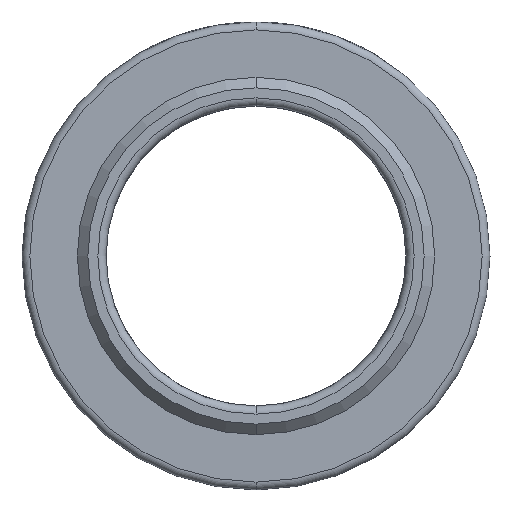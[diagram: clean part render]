
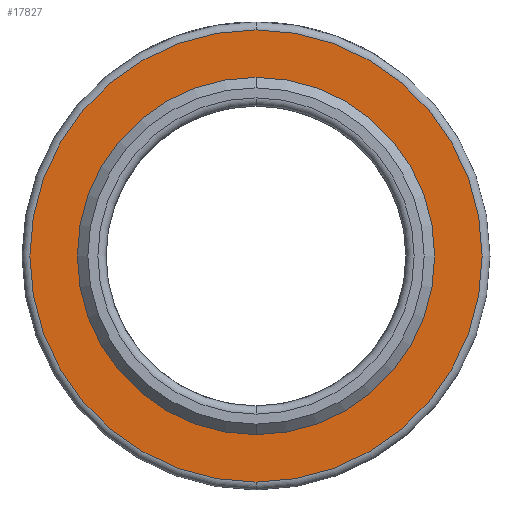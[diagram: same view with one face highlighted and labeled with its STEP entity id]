
A CAD part, front view. The second image highlights one B-rep face of the part: STEP entity #17827.
In plain terms, the highlighted planar face has unit normal (0, -1, 0).
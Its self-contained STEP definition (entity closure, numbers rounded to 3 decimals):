
#252 = AXIS2_PLACEMENT_3D ( 'NONE', #7991, #19090, #8092 ) ;
#797 = VERTEX_POINT ( 'NONE', #7199 ) ;
#2234 = AXIS2_PLACEMENT_3D ( 'NONE', #20253, #17032, #12456 ) ;
#3096 = VERTEX_POINT ( 'NONE', #14634 ) ;
#3130 = PLANE ( 'NONE',  #2234 ) ;
#3559 = CIRCLE ( 'NONE', #252, 6.35 ) ;
#4089 = CARTESIAN_POINT ( 'NONE',  ( -2.53, 5.343, 4.058 ) ) ;
#4384 = FACE_BOUND ( 'NONE', #8778, .T. ) ;
#4598 = DIRECTION ( 'NONE',  ( 0., -1., 0. ) ) ;
#5239 = CIRCLE ( 'NONE', #16831, 6.35 ) ;
#5611 = VERTEX_POINT ( 'NONE', #12989 ) ;
#6749 = CARTESIAN_POINT ( 'NONE',  ( -2.53, 5.343, 12.658 ) ) ;
#6818 = DIRECTION ( 'NONE',  ( 0., 0., 1. ) ) ;
#7199 = CARTESIAN_POINT ( 'NONE',  ( -2.53, 5.343, -4.542 ) ) ;
#7991 = CARTESIAN_POINT ( 'NONE',  ( -2.53, 5.343, 4.058 ) ) ;
#8092 = DIRECTION ( 'NONE',  ( 0., 0., 1. ) ) ;
#8210 = CIRCLE ( 'NONE', #14163, 8.6 ) ;
#8525 = AXIS2_PLACEMENT_3D ( 'NONE', #13248, #14590, #6818 ) ;
#8778 = EDGE_LOOP ( 'NONE', ( #11148, #20077 ) ) ;
#10386 = DIRECTION ( 'NONE',  ( 0., 0., 1. ) ) ;
#10813 = CIRCLE ( 'NONE', #8525, 8.6 ) ;
#10853 = EDGE_LOOP ( 'NONE', ( #16921, #12812 ) ) ;
#11148 = ORIENTED_EDGE ( 'NONE', *, *, #13809, .T. ) ;
#12456 = DIRECTION ( 'NONE',  ( 1., 0., 0. ) ) ;
#12812 = ORIENTED_EDGE ( 'NONE', *, *, #16966, .T. ) ;
#12989 = CARTESIAN_POINT ( 'NONE',  ( -2.53, 5.343, 10.408 ) ) ;
#13248 = CARTESIAN_POINT ( 'NONE',  ( -2.53, 5.343, 4.058 ) ) ;
#13642 = EDGE_CURVE ( 'NONE', #17623, #797, #8210, .T. ) ;
#13809 = EDGE_CURVE ( 'NONE', #5611, #3096, #5239, .T. ) ;
#14163 = AXIS2_PLACEMENT_3D ( 'NONE', #18610, #4598, #20268 ) ;
#14590 = DIRECTION ( 'NONE',  ( 0., -1., 0. ) ) ;
#14634 = CARTESIAN_POINT ( 'NONE',  ( -2.53, 5.343, -2.292 ) ) ;
#16831 = AXIS2_PLACEMENT_3D ( 'NONE', #4089, #18295, #10386 ) ;
#16921 = ORIENTED_EDGE ( 'NONE', *, *, #13642, .T. ) ;
#16966 = EDGE_CURVE ( 'NONE', #797, #17623, #10813, .T. ) ;
#17032 = DIRECTION ( 'NONE',  ( 0., 1., 0. ) ) ;
#17234 = FACE_OUTER_BOUND ( 'NONE', #10853, .T. ) ;
#17623 = VERTEX_POINT ( 'NONE', #6749 ) ;
#17702 = EDGE_CURVE ( 'NONE', #3096, #5611, #3559, .T. ) ;
#17827 = ADVANCED_FACE ( 'NONE', ( #4384, #17234 ), #3130, .F. ) ;
#18295 = DIRECTION ( 'NONE',  ( 0., 1., 0. ) ) ;
#18610 = CARTESIAN_POINT ( 'NONE',  ( -2.53, 5.343, 4.058 ) ) ;
#19090 = DIRECTION ( 'NONE',  ( 0., 1., 0. ) ) ;
#20077 = ORIENTED_EDGE ( 'NONE', *, *, #17702, .T. ) ;
#20253 = CARTESIAN_POINT ( 'NONE',  ( -2.53, 5.343, 4.058 ) ) ;
#20268 = DIRECTION ( 'NONE',  ( 0., 0., 1. ) ) ;
